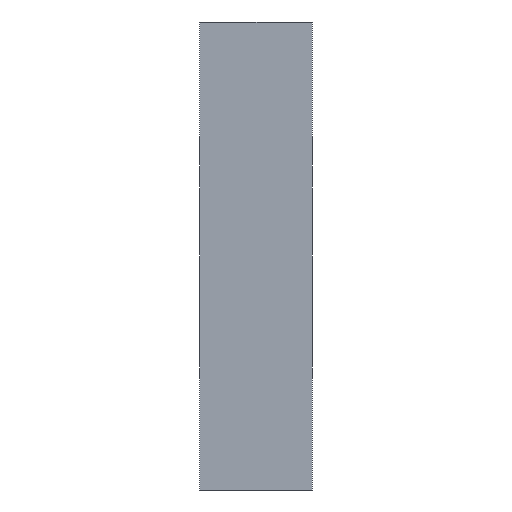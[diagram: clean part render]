
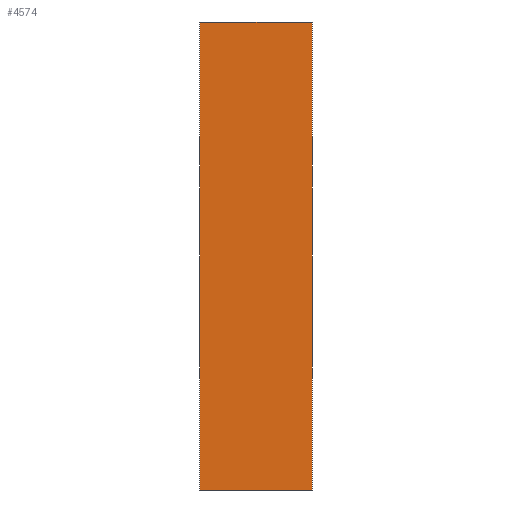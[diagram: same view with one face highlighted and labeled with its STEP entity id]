
A CAD part, left-side view. The second image highlights one B-rep face of the part: STEP entity #4574.
In plain terms, the highlighted planar face has unit normal (-1, 0, 0).
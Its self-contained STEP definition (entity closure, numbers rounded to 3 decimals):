
#547 = ORIENTED_EDGE ( 'NONE', *, *, #6088, .T. ) ;
#715 = CARTESIAN_POINT ( 'NONE',  ( 0., 0., 0. ) ) ;
#748 = CARTESIAN_POINT ( 'NONE',  ( 0., 6., 0. ) ) ;
#1107 = EDGE_CURVE ( 'NONE', #4089, #2016, #3412, .T. ) ;
#1923 = DIRECTION ( 'NONE',  ( 0., 0., -1. ) ) ;
#1937 = CARTESIAN_POINT ( 'NONE',  ( 0., 6., 0. ) ) ;
#2016 = VERTEX_POINT ( 'NONE', #1937 ) ;
#2091 = DIRECTION ( 'NONE',  ( 0., -1., 0. ) ) ;
#2278 = EDGE_LOOP ( 'NONE', ( #547, #4468, #4234, #3577 ) ) ;
#2301 = CARTESIAN_POINT ( 'NONE',  ( 0., 6., -25. ) ) ;
#2569 = VERTEX_POINT ( 'NONE', #6004 ) ;
#2879 = DIRECTION ( 'NONE',  ( 0., 0., 1. ) ) ;
#3184 = CARTESIAN_POINT ( 'NONE',  ( 0., 6., 0. ) ) ;
#3412 = LINE ( 'NONE', #5451, #6285 ) ;
#3577 = ORIENTED_EDGE ( 'NONE', *, *, #3962, .T. ) ;
#3733 = EDGE_CURVE ( 'NONE', #2016, #7070, #6478, .T. ) ;
#3755 = VECTOR ( 'NONE', #2091, 1000. ) ;
#3962 = EDGE_CURVE ( 'NONE', #4089, #2569, #5467, .T. ) ;
#4089 = VERTEX_POINT ( 'NONE', #4703 ) ;
#4234 = ORIENTED_EDGE ( 'NONE', *, *, #1107, .F. ) ;
#4468 = ORIENTED_EDGE ( 'NONE', *, *, #3733, .F. ) ;
#4574 = ADVANCED_FACE ( 'NONE', ( #6344 ), #4705, .F. ) ;
#4703 = CARTESIAN_POINT ( 'NONE',  ( 0., 6., -25. ) ) ;
#4705 = PLANE ( 'NONE',  #5248 ) ;
#5064 = CARTESIAN_POINT ( 'NONE',  ( 0., 0., 0. ) ) ;
#5248 = AXIS2_PLACEMENT_3D ( 'NONE', #748, #5268, #1923 ) ;
#5268 = DIRECTION ( 'NONE',  ( 1., 0., 0. ) ) ;
#5451 = CARTESIAN_POINT ( 'NONE',  ( 0., 6., 0. ) ) ;
#5467 = LINE ( 'NONE', #2301, #6731 ) ;
#5511 = LINE ( 'NONE', #5064, #6770 ) ;
#5650 = DIRECTION ( 'NONE',  ( 0., 0., 1. ) ) ;
#6004 = CARTESIAN_POINT ( 'NONE',  ( 0., 0., -25. ) ) ;
#6088 = EDGE_CURVE ( 'NONE', #2569, #7070, #5511, .T. ) ;
#6117 = DIRECTION ( 'NONE',  ( 0., -1., 0. ) ) ;
#6285 = VECTOR ( 'NONE', #5650, 1000. ) ;
#6344 = FACE_OUTER_BOUND ( 'NONE', #2278, .T. ) ;
#6478 = LINE ( 'NONE', #3184, #3755 ) ;
#6731 = VECTOR ( 'NONE', #6117, 1000. ) ;
#6770 = VECTOR ( 'NONE', #2879, 1000. ) ;
#7070 = VERTEX_POINT ( 'NONE', #715 ) ;
